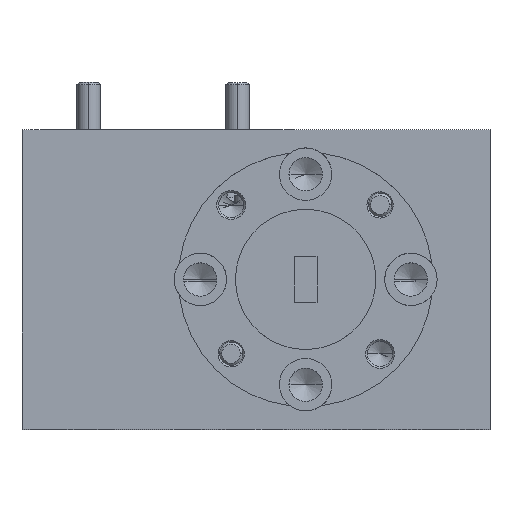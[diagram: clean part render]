
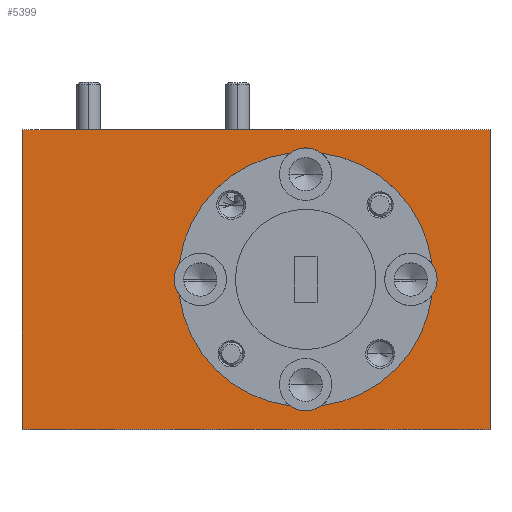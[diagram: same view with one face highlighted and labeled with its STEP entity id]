
A CAD part, top view. The second image highlights one B-rep face of the part: STEP entity #5399.
In plain terms, the highlighted planar face has unit normal (0, 0, 1).
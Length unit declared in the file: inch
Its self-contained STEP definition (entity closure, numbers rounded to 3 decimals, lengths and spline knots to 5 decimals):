
#151 = CARTESIAN_POINT ( 'NONE',  ( 0.17427, 0.06257, 0.4 ) ) ;
#159 = CARTESIAN_POINT ( 'NONE',  ( -0.625, 0., 0.4 ) ) ;
#188 = VERTEX_POINT ( 'NONE', #5162 ) ;
#386 = DIRECTION ( 'NONE',  ( 0., 0., 1. ) ) ;
#433 = EDGE_CURVE ( 'NONE', #14356, #9287, #7475, .T. ) ;
#714 = ORIENTED_EDGE ( 'NONE', *, *, #11942, .F. ) ;
#888 = CARTESIAN_POINT ( 'NONE',  ( 0.625, 0., 0.4 ) ) ;
#995 = ORIENTED_EDGE ( 'NONE', *, *, #5285, .F. ) ;
#1013 = VERTEX_POINT ( 'NONE', #2535 ) ;
#1096 = DIRECTION ( 'NONE',  ( 1., 0., 0. ) ) ;
#1162 = CARTESIAN_POINT ( 'NONE',  ( -0.625, 0.8, 0.4 ) ) ;
#1175 = CARTESIAN_POINT ( 'NONE',  ( -0.20492, 0.35823, 0.4 ) ) ;
#1376 = LINE ( 'NONE', #8256, #13460 ) ;
#1412 = ORIENTED_EDGE ( 'NONE', *, *, #11710, .F. ) ;
#2075 = CARTESIAN_POINT ( 'NONE',  ( 0.1325, 0.4, 0.4 ) ) ;
#2213 = ORIENTED_EDGE ( 'NONE', *, *, #8012, .F. ) ;
#2462 = ORIENTED_EDGE ( 'NONE', *, *, #12792, .F. ) ;
#2473 = LINE ( 'NONE', #159, #9062 ) ;
#2535 = CARTESIAN_POINT ( 'NONE',  ( 0.09073, 0.73742, 0.4 ) ) ;
#2775 = CARTESIAN_POINT ( 'NONE',  ( 0.1325, 0.4, 0.4 ) ) ;
#3158 = VERTEX_POINT ( 'NONE', #7742 ) ;
#3414 = DIRECTION ( 'NONE',  ( 1., 0., 0. ) ) ;
#3493 = VERTEX_POINT ( 'NONE', #15269 ) ;
#3533 = ORIENTED_EDGE ( 'NONE', *, *, #433, .F. ) ;
#3642 = CARTESIAN_POINT ( 'NONE',  ( -0.625, 0.8, 0.4 ) ) ;
#3773 = CIRCLE ( 'NONE', #7471, 0.34 ) ;
#4012 = DIRECTION ( 'NONE',  ( 1., 0., 0. ) ) ;
#4342 = CARTESIAN_POINT ( 'NONE',  ( -0.14875, 0.4, 0.4 ) ) ;
#4750 = DIRECTION ( 'NONE',  ( 0., 0., 1. ) ) ;
#4795 = DIRECTION ( 'NONE',  ( 0., -1., 0. ) ) ;
#4953 = DIRECTION ( 'NONE',  ( 1., 0., 0. ) ) ;
#5032 = EDGE_LOOP ( 'NONE', ( #7655, #11519, #1412, #2213 ) ) ;
#5103 = DIRECTION ( 'NONE',  ( 1., 0., 0. ) ) ;
#5162 = CARTESIAN_POINT ( 'NONE',  ( 0.46993, 0.44177, 0.4 ) ) ;
#5250 = DIRECTION ( 'NONE',  ( 0., 0., 1. ) ) ;
#5255 = CARTESIAN_POINT ( 'NONE',  ( -0.21875, 0.4, 0.4 ) ) ;
#5285 = EDGE_CURVE ( 'NONE', #1013, #6881, #6547, .T. ) ;
#5340 = VERTEX_POINT ( 'NONE', #5255 ) ;
#5399 = ADVANCED_FACE ( 'NONE', ( #7958, #11722 ), #12819, .F. ) ;
#5834 = AXIS2_PLACEMENT_3D ( 'NONE', #14696, #7765, #6444 ) ;
#5838 = CARTESIAN_POINT ( 'NONE',  ( 0.09073, 0.06257, 0.4 ) ) ;
#5842 = VECTOR ( 'NONE', #4953, 39.37008 ) ;
#6188 = CARTESIAN_POINT ( 'NONE',  ( 0.625, 0.8, 0.4 ) ) ;
#6317 = VECTOR ( 'NONE', #4795, 39.37008 ) ;
#6408 = EDGE_CURVE ( 'NONE', #6881, #5340, #12030, .T. ) ;
#6444 = DIRECTION ( 'NONE',  ( 1., 0., 0. ) ) ;
#6479 = AXIS2_PLACEMENT_3D ( 'NONE', #7437, #13145, #9820 ) ;
#6547 = CIRCLE ( 'NONE', #8521, 0.34 ) ;
#6856 = DIRECTION ( 'NONE',  ( 1., 0., 0. ) ) ;
#6876 = DIRECTION ( 'NONE',  ( -1., 0., 0. ) ) ;
#6881 = VERTEX_POINT ( 'NONE', #9258 ) ;
#7034 = CIRCLE ( 'NONE', #13649, 0.07 ) ;
#7046 = DIRECTION ( 'NONE',  ( 1., 0., 0. ) ) ;
#7356 = EDGE_LOOP ( 'NONE', ( #2462, #11632, #14492, #995, #13511, #714, #7522, #9499, #13375, #3533 ) ) ;
#7437 = CARTESIAN_POINT ( 'NONE',  ( 0.1325, 0.11875, 0.4 ) ) ;
#7471 = AXIS2_PLACEMENT_3D ( 'NONE', #2075, #14981, #3414 ) ;
#7475 = CIRCLE ( 'NONE', #6479, 0.07 ) ;
#7484 = CARTESIAN_POINT ( 'NONE',  ( -0.625, 0., 0.4 ) ) ;
#7522 = ORIENTED_EDGE ( 'NONE', *, *, #12689, .F. ) ;
#7561 = AXIS2_PLACEMENT_3D ( 'NONE', #1162, #11489, #6876 ) ;
#7655 = ORIENTED_EDGE ( 'NONE', *, *, #13647, .T. ) ;
#7724 = CARTESIAN_POINT ( 'NONE',  ( 0.1325, 0.68125, 0.4 ) ) ;
#7742 = CARTESIAN_POINT ( 'NONE',  ( 0.48375, 0.4, 0.4 ) ) ;
#7765 = DIRECTION ( 'NONE',  ( 0., 0., 1. ) ) ;
#7958 = FACE_BOUND ( 'NONE', #7356, .T. ) ;
#8012 = EDGE_CURVE ( 'NONE', #3493, #8247, #9716, .T. ) ;
#8247 = VERTEX_POINT ( 'NONE', #8806 ) ;
#8256 = CARTESIAN_POINT ( 'NONE',  ( -0.625, 0.8, 0.4 ) ) ;
#8261 = AXIS2_PLACEMENT_3D ( 'NONE', #4342, #11653, #11414 ) ;
#8265 = AXIS2_PLACEMENT_3D ( 'NONE', #9395, #14092, #8566 ) ;
#8328 = EDGE_CURVE ( 'NONE', #14480, #3158, #8748, .T. ) ;
#8504 = AXIS2_PLACEMENT_3D ( 'NONE', #2775, #5250, #4012 ) ;
#8521 = AXIS2_PLACEMENT_3D ( 'NONE', #10939, #386, #5103 ) ;
#8566 = DIRECTION ( 'NONE',  ( 1., 0., 0. ) ) ;
#8711 = DIRECTION ( 'NONE',  ( 0., 0., 1. ) ) ;
#8748 = CIRCLE ( 'NONE', #8265, 0.07 ) ;
#8806 = CARTESIAN_POINT ( 'NONE',  ( 0.625, 0.8, 0.4 ) ) ;
#8978 = AXIS2_PLACEMENT_3D ( 'NONE', #10399, #9247, #1096 ) ;
#9062 = VECTOR ( 'NONE', #7046, 39.37008 ) ;
#9197 = VERTEX_POINT ( 'NONE', #1175 ) ;
#9247 = DIRECTION ( 'NONE',  ( 0., 0., 1. ) ) ;
#9258 = CARTESIAN_POINT ( 'NONE',  ( -0.20492, 0.44177, 0.4 ) ) ;
#9287 = VERTEX_POINT ( 'NONE', #151 ) ;
#9395 = CARTESIAN_POINT ( 'NONE',  ( 0.41375, 0.4, 0.4 ) ) ;
#9499 = ORIENTED_EDGE ( 'NONE', *, *, #8328, .F. ) ;
#9577 = LINE ( 'NONE', #6188, #6317 ) ;
#9716 = LINE ( 'NONE', #3642, #5842 ) ;
#9820 = DIRECTION ( 'NONE',  ( 1., 0., 0. ) ) ;
#10399 = CARTESIAN_POINT ( 'NONE',  ( 0.41375, 0.4, 0.4 ) ) ;
#10939 = CARTESIAN_POINT ( 'NONE',  ( 0.1325, 0.4, 0.4 ) ) ;
#10947 = VERTEX_POINT ( 'NONE', #888 ) ;
#11350 = EDGE_CURVE ( 'NONE', #12808, #10947, #2473, .T. ) ;
#11414 = DIRECTION ( 'NONE',  ( 1., 0., 0. ) ) ;
#11489 = DIRECTION ( 'NONE',  ( 0., 0., -1. ) ) ;
#11519 = ORIENTED_EDGE ( 'NONE', *, *, #11350, .T. ) ;
#11632 = ORIENTED_EDGE ( 'NONE', *, *, #12630, .F. ) ;
#11653 = DIRECTION ( 'NONE',  ( 0., 0., 1. ) ) ;
#11710 = EDGE_CURVE ( 'NONE', #8247, #10947, #9577, .T. ) ;
#11722 = FACE_OUTER_BOUND ( 'NONE', #5032, .T. ) ;
#11942 = EDGE_CURVE ( 'NONE', #188, #12878, #3773, .T. ) ;
#12030 = CIRCLE ( 'NONE', #13980, 0.07 ) ;
#12191 = CIRCLE ( 'NONE', #8978, 0.07 ) ;
#12630 = EDGE_CURVE ( 'NONE', #5340, #9197, #13637, .T. ) ;
#12689 = EDGE_CURVE ( 'NONE', #3158, #188, #12191, .T. ) ;
#12792 = EDGE_CURVE ( 'NONE', #9197, #14356, #14153, .T. ) ;
#12808 = VERTEX_POINT ( 'NONE', #7484 ) ;
#12819 = PLANE ( 'NONE',  #7561 ) ;
#12820 = EDGE_CURVE ( 'NONE', #12878, #1013, #7034, .T. ) ;
#12878 = VERTEX_POINT ( 'NONE', #15042 ) ;
#12952 = DIRECTION ( 'NONE',  ( 0., -1., 0. ) ) ;
#13145 = DIRECTION ( 'NONE',  ( 0., 0., 1. ) ) ;
#13375 = ORIENTED_EDGE ( 'NONE', *, *, #13807, .F. ) ;
#13396 = DIRECTION ( 'NONE',  ( 1., 0., 0. ) ) ;
#13460 = VECTOR ( 'NONE', #12952, 39.37008 ) ;
#13511 = ORIENTED_EDGE ( 'NONE', *, *, #12820, .F. ) ;
#13637 = CIRCLE ( 'NONE', #8261, 0.07 ) ;
#13647 = EDGE_CURVE ( 'NONE', #3493, #12808, #1376, .T. ) ;
#13649 = AXIS2_PLACEMENT_3D ( 'NONE', #7724, #8711, #13396 ) ;
#13697 = CIRCLE ( 'NONE', #5834, 0.34 ) ;
#13807 = EDGE_CURVE ( 'NONE', #9287, #14480, #13697, .T. ) ;
#13980 = AXIS2_PLACEMENT_3D ( 'NONE', #14003, #4750, #6856 ) ;
#14003 = CARTESIAN_POINT ( 'NONE',  ( -0.14875, 0.4, 0.4 ) ) ;
#14092 = DIRECTION ( 'NONE',  ( 0., 0., 1. ) ) ;
#14153 = CIRCLE ( 'NONE', #8504, 0.34 ) ;
#14356 = VERTEX_POINT ( 'NONE', #5838 ) ;
#14480 = VERTEX_POINT ( 'NONE', #14542 ) ;
#14492 = ORIENTED_EDGE ( 'NONE', *, *, #6408, .F. ) ;
#14542 = CARTESIAN_POINT ( 'NONE',  ( 0.46993, 0.35823, 0.4 ) ) ;
#14696 = CARTESIAN_POINT ( 'NONE',  ( 0.1325, 0.4, 0.4 ) ) ;
#14981 = DIRECTION ( 'NONE',  ( 0., 0., 1. ) ) ;
#15042 = CARTESIAN_POINT ( 'NONE',  ( 0.17427, 0.73742, 0.4 ) ) ;
#15269 = CARTESIAN_POINT ( 'NONE',  ( -0.625, 0.8, 0.4 ) ) ;
